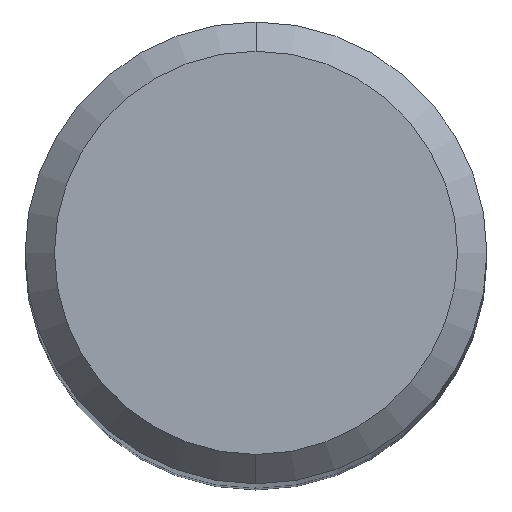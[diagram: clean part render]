
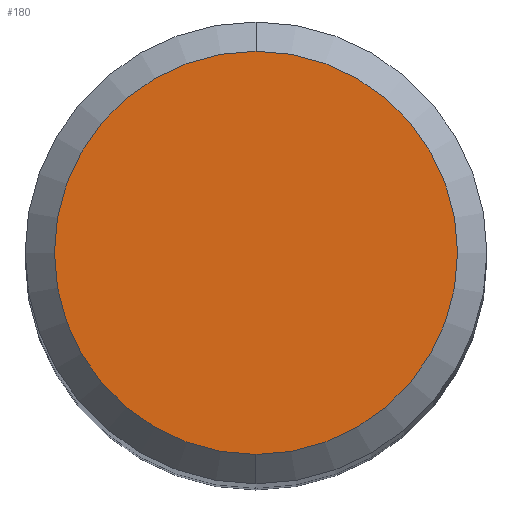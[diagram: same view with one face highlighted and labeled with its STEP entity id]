
A CAD part, top view. The second image highlights one B-rep face of the part: STEP entity #180.
In plain terms, the highlighted planar face has unit normal (0, 0, 1).
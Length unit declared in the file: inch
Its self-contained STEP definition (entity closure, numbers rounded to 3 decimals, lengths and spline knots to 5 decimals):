
#13 = EDGE_CURVE ( 'NONE', #361, #301, #168, .T. ) ;
#23 = AXIS2_PLACEMENT_3D ( 'NONE', #261, #376, #157 ) ;
#28 = DIRECTION ( 'NONE',  ( 0., 0., -1. ) ) ;
#37 = EDGE_LOOP ( 'NONE', ( #414, #324 ) ) ;
#42 = DIRECTION ( 'NONE',  ( 0., -1., 0. ) ) ;
#68 = CIRCLE ( 'NONE', #23, 0.1375 ) ;
#77 = AXIS2_PLACEMENT_3D ( 'NONE', #325, #28, #163 ) ;
#98 = PLANE ( 'NONE',  #77 ) ;
#129 = FACE_OUTER_BOUND ( 'NONE', #37, .T. ) ;
#137 = EDGE_CURVE ( 'NONE', #301, #361, #68, .T. ) ;
#157 = DIRECTION ( 'NONE',  ( 0., -1., 0. ) ) ;
#160 = CARTESIAN_POINT ( 'NONE',  ( 0., 0., 0. ) ) ;
#163 = DIRECTION ( 'NONE',  ( 0., 1., 0. ) ) ;
#168 = CIRCLE ( 'NONE', #306, 0.1375 ) ;
#172 = CARTESIAN_POINT ( 'NONE',  ( 0., 0.1375, 0. ) ) ;
#180 = ADVANCED_FACE ( 'NONE', ( #129 ), #98, .F. ) ;
#261 = CARTESIAN_POINT ( 'NONE',  ( 0., 0., 0. ) ) ;
#285 = CARTESIAN_POINT ( 'NONE',  ( 0., -0.1375, 0. ) ) ;
#291 = DIRECTION ( 'NONE',  ( 0., 0., 1. ) ) ;
#301 = VERTEX_POINT ( 'NONE', #285 ) ;
#306 = AXIS2_PLACEMENT_3D ( 'NONE', #160, #291, #42 ) ;
#324 = ORIENTED_EDGE ( 'NONE', *, *, #137, .T. ) ;
#325 = CARTESIAN_POINT ( 'NONE',  ( 0., 0.1375, 0. ) ) ;
#361 = VERTEX_POINT ( 'NONE', #172 ) ;
#376 = DIRECTION ( 'NONE',  ( 0., 0., 1. ) ) ;
#414 = ORIENTED_EDGE ( 'NONE', *, *, #13, .T. ) ;
